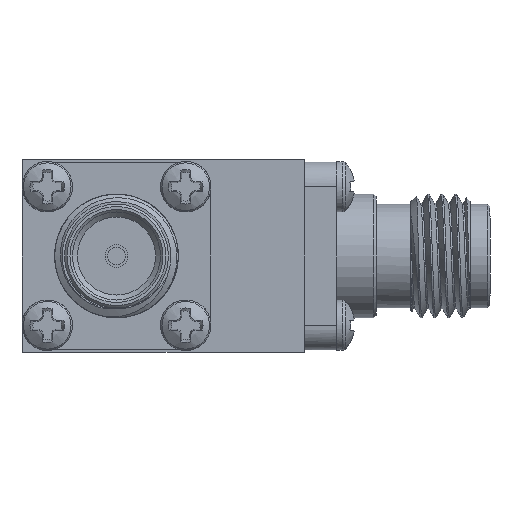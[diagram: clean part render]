
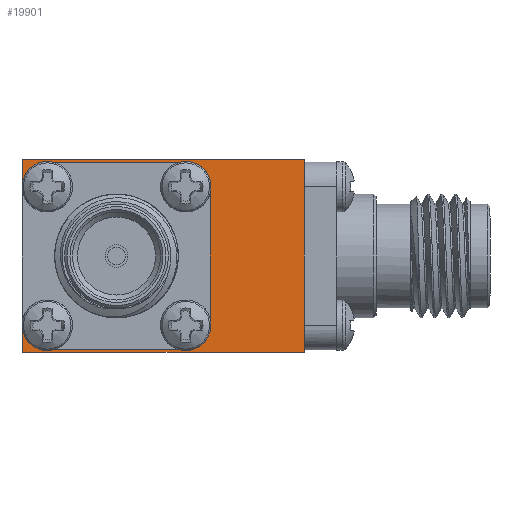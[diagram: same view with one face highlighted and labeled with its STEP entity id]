
A CAD part, left-side view. The second image highlights one B-rep face of the part: STEP entity #19901.
In plain terms, the highlighted planar face has unit normal (-1, 0, 0).
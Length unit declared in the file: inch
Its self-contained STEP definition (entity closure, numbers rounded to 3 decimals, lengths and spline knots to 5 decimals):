
#64 = LINE ( 'NONE', #16196, #1599 ) ;
#119 = CARTESIAN_POINT ( 'NONE',  ( -0.25, -0.045, 0.14 ) ) ;
#228 = DIRECTION ( 'NONE',  ( 0., 0., 1. ) ) ;
#290 = VERTEX_POINT ( 'NONE', #15043 ) ;
#453 = DIRECTION ( 'NONE',  ( 1., 0., 0. ) ) ;
#500 = CIRCLE ( 'NONE', #27335, 0.05 ) ;
#578 = DIRECTION ( 'NONE',  ( 0., 1., 0. ) ) ;
#724 = CARTESIAN_POINT ( 'NONE',  ( -0.25, -0.095, 0.14 ) ) ;
#1083 = LINE ( 'NONE', #29669, #24127 ) ;
#1495 = VERTEX_POINT ( 'NONE', #7302 ) ;
#1599 = VECTOR ( 'NONE', #21055, 39.37008 ) ;
#1947 = DIRECTION ( 'NONE',  ( 1., 0., 0. ) ) ;
#1949 = ORIENTED_EDGE ( 'NONE', *, *, #13083, .T. ) ;
#3026 = ORIENTED_EDGE ( 'NONE', *, *, #22944, .T. ) ;
#3058 = ORIENTED_EDGE ( 'NONE', *, *, #25092, .T. ) ;
#3545 = CARTESIAN_POINT ( 'NONE',  ( -0.25, 0.285, 0.195 ) ) ;
#3746 = DIRECTION ( 'NONE',  ( 0., 0., -1. ) ) ;
#4032 = PLANE ( 'NONE',  #15103 ) ;
#4190 = ORIENTED_EDGE ( 'NONE', *, *, #7401, .F. ) ;
#4463 = DIRECTION ( 'NONE',  ( 0., 0., -1. ) ) ;
#4527 = VERTEX_POINT ( 'NONE', #4684 ) ;
#4684 = CARTESIAN_POINT ( 'NONE',  ( -0.25, 0.285, 0.14 ) ) ;
#4687 = CARTESIAN_POINT ( 'NONE',  ( -0.25, 0.235, -0.19 ) ) ;
#6215 = DIRECTION ( 'NONE',  ( 0., 0., 1. ) ) ;
#6351 = VECTOR ( 'NONE', #30118, 39.37008 ) ;
#7184 = AXIS2_PLACEMENT_3D ( 'NONE', #119, #24190, #16893 ) ;
#7302 = CARTESIAN_POINT ( 'NONE',  ( -0.25, 0.235, 0.19 ) ) ;
#7401 = EDGE_CURVE ( 'NONE', #9863, #1495, #1083, .T. ) ;
#7443 = EDGE_CURVE ( 'NONE', #13682, #16226, #30629, .T. ) ;
#7911 = EDGE_CURVE ( 'NONE', #17422, #11979, #29066, .T. ) ;
#8612 = DIRECTION ( 'NONE',  ( 0., -1., 0. ) ) ;
#8694 = ORIENTED_EDGE ( 'NONE', *, *, #21329, .T. ) ;
#8739 = DIRECTION ( 'NONE',  ( 1., 0., 0. ) ) ;
#9491 = ORIENTED_EDGE ( 'NONE', *, *, #13179, .T. ) ;
#9863 = VERTEX_POINT ( 'NONE', #20707 ) ;
#10557 = DIRECTION ( 'NONE',  ( 0., 0., 1. ) ) ;
#10679 = ORIENTED_EDGE ( 'NONE', *, *, #7443, .F. ) ;
#11156 = EDGE_CURVE ( 'NONE', #27073, #290, #31263, .T. ) ;
#11224 = CARTESIAN_POINT ( 'NONE',  ( -0.25, -0.285, -0.195 ) ) ;
#11900 = FACE_OUTER_BOUND ( 'NONE', #21644, .T. ) ;
#11979 = VERTEX_POINT ( 'NONE', #17955 ) ;
#13083 = EDGE_CURVE ( 'NONE', #9863, #16226, #26069, .T. ) ;
#13087 = LINE ( 'NONE', #3545, #29582 ) ;
#13179 = EDGE_CURVE ( 'NONE', #13682, #24515, #18714, .T. ) ;
#13296 = AXIS2_PLACEMENT_3D ( 'NONE', #25243, #22788, #27715 ) ;
#13682 = VERTEX_POINT ( 'NONE', #14506 ) ;
#14217 = ORIENTED_EDGE ( 'NONE', *, *, #31214, .F. ) ;
#14506 = CARTESIAN_POINT ( 'NONE',  ( -0.25, -0.095, -0.14 ) ) ;
#14966 = CARTESIAN_POINT ( 'NONE',  ( -0.25, -0.045, -0.14 ) ) ;
#15043 = CARTESIAN_POINT ( 'NONE',  ( -0.25, -0.285, 0.195 ) ) ;
#15103 = AXIS2_PLACEMENT_3D ( 'NONE', #26143, #1947, #31138 ) ;
#15128 = CARTESIAN_POINT ( 'NONE',  ( -0.25, 0.285, 0.195 ) ) ;
#15730 = CARTESIAN_POINT ( 'NONE',  ( -0.25, -0.285, 0.195 ) ) ;
#16196 = CARTESIAN_POINT ( 'NONE',  ( -0.25, -0.285, 0.195 ) ) ;
#16226 = VERTEX_POINT ( 'NONE', #724 ) ;
#16634 = AXIS2_PLACEMENT_3D ( 'NONE', #14966, #453, #228 ) ;
#16893 = DIRECTION ( 'NONE',  ( 0., 0., 1. ) ) ;
#16950 = ORIENTED_EDGE ( 'NONE', *, *, #22084, .T. ) ;
#17422 = VERTEX_POINT ( 'NONE', #28741 ) ;
#17955 = CARTESIAN_POINT ( 'NONE',  ( -0.25, -0.285, -0.195 ) ) ;
#18714 = CIRCLE ( 'NONE', #16634, 0.05 ) ;
#18719 = CARTESIAN_POINT ( 'NONE',  ( -0.25, 0.285, -0.14 ) ) ;
#19901 = ADVANCED_FACE ( 'NONE', ( #11900 ), #4032, .F. ) ;
#20707 = CARTESIAN_POINT ( 'NONE',  ( -0.25, -0.045, 0.19 ) ) ;
#21055 = DIRECTION ( 'NONE',  ( 0., 0., -1. ) ) ;
#21329 = EDGE_CURVE ( 'NONE', #22718, #17422, #13087, .T. ) ;
#21644 = EDGE_LOOP ( 'NONE', ( #14217, #3058, #8694, #22145, #22688, #29915, #16950, #3026, #4190, #1949, #10679, #9491 ) ) ;
#21840 = VECTOR ( 'NONE', #10557, 39.37008 ) ;
#21911 = LINE ( 'NONE', #29363, #28801 ) ;
#22010 = VERTEX_POINT ( 'NONE', #4687 ) ;
#22084 = EDGE_CURVE ( 'NONE', #27073, #4527, #21911, .T. ) ;
#22145 = ORIENTED_EDGE ( 'NONE', *, *, #7911, .T. ) ;
#22164 = CARTESIAN_POINT ( 'NONE',  ( -0.25, -0.045, -0.19 ) ) ;
#22621 = CARTESIAN_POINT ( 'NONE',  ( -0.25, -0.095, 0.19 ) ) ;
#22688 = ORIENTED_EDGE ( 'NONE', *, *, #27577, .F. ) ;
#22718 = VERTEX_POINT ( 'NONE', #18719 ) ;
#22788 = DIRECTION ( 'NONE',  ( 1., 0., 0. ) ) ;
#22944 = EDGE_CURVE ( 'NONE', #4527, #1495, #27637, .T. ) ;
#24093 = VECTOR ( 'NONE', #30862, 39.37008 ) ;
#24127 = VECTOR ( 'NONE', #578, 39.37008 ) ;
#24190 = DIRECTION ( 'NONE',  ( 1., 0., 0. ) ) ;
#24515 = VERTEX_POINT ( 'NONE', #22164 ) ;
#25092 = EDGE_CURVE ( 'NONE', #22010, #22718, #500, .T. ) ;
#25243 = CARTESIAN_POINT ( 'NONE',  ( -0.25, 0.235, 0.14 ) ) ;
#25590 = CARTESIAN_POINT ( 'NONE',  ( -0.25, 0.285, -0.19 ) ) ;
#26069 = CIRCLE ( 'NONE', #7184, 0.05 ) ;
#26143 = CARTESIAN_POINT ( 'NONE',  ( -0.25, -0.285, 0.195 ) ) ;
#27073 = VERTEX_POINT ( 'NONE', #15128 ) ;
#27335 = AXIS2_PLACEMENT_3D ( 'NONE', #28094, #8739, #6215 ) ;
#27577 = EDGE_CURVE ( 'NONE', #290, #11979, #64, .T. ) ;
#27637 = CIRCLE ( 'NONE', #13296, 0.05 ) ;
#27715 = DIRECTION ( 'NONE',  ( 0., 0., 1. ) ) ;
#28043 = LINE ( 'NONE', #25590, #28420 ) ;
#28094 = CARTESIAN_POINT ( 'NONE',  ( -0.25, 0.235, -0.14 ) ) ;
#28420 = VECTOR ( 'NONE', #8612, 39.37008 ) ;
#28741 = CARTESIAN_POINT ( 'NONE',  ( -0.25, 0.285, -0.195 ) ) ;
#28801 = VECTOR ( 'NONE', #4463, 39.37008 ) ;
#29066 = LINE ( 'NONE', #11224, #24093 ) ;
#29363 = CARTESIAN_POINT ( 'NONE',  ( -0.25, 0.285, 0.195 ) ) ;
#29582 = VECTOR ( 'NONE', #3746, 39.37008 ) ;
#29669 = CARTESIAN_POINT ( 'NONE',  ( -0.25, 0.285, 0.19 ) ) ;
#29915 = ORIENTED_EDGE ( 'NONE', *, *, #11156, .F. ) ;
#30118 = DIRECTION ( 'NONE',  ( 0., -1., 0. ) ) ;
#30629 = LINE ( 'NONE', #22621, #21840 ) ;
#30862 = DIRECTION ( 'NONE',  ( 0., -1., 0. ) ) ;
#31138 = DIRECTION ( 'NONE',  ( 0., 0., -1. ) ) ;
#31214 = EDGE_CURVE ( 'NONE', #22010, #24515, #28043, .T. ) ;
#31263 = LINE ( 'NONE', #15730, #6351 ) ;
